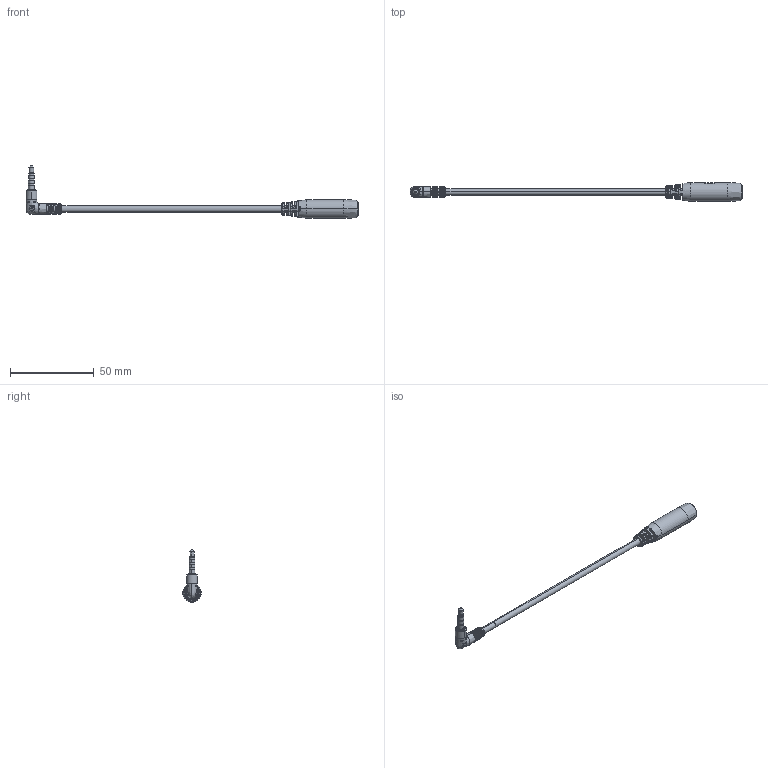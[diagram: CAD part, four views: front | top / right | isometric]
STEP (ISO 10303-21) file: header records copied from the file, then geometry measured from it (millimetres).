
FILE_DESCRIPTION (( 'STEP AP203' ), '1' );
FILE_NAME ('10-03227_revA.STEP', '2019-02-22T00:48:27', ( '' ), ( '' ), 'SwSTEP 2.0', 'SolidWorks 2015', '' );
FILE_SCHEMA (( 'CONFIG_CONTROL_DESIGN' ));
Length unit declared in the file: millimetre
Products named in the file (12): 50-00041 shell; 50-00041 contact 2; 50-00397; 30-00179_blunt cut; 50-00041 insulator; 10-03227_revA; 50-00041; 50-00041 ring; 50-00041 contact 1; 50-00041 contact 3; 24-00199; 24-00085
Assembly tree (11 placements, depth 3):
  10-03227_revA
    30-00179_blunt cut
    24-00085
    24-00199
    50-00397
    50-00041
      50-00041 contact 1
      50-00041 contact 2
      50-00041 contact 3
      50-00041 insulator
      50-00041 ring
      50-00041 shell
Bounding box: 198 x 11 x 31.25 mm (x, y, z)
Volume: 6640.6 mm3; surface area: 21241.9 mm2
Topology: 84 solids, 84 shells, 1282 faces, 3098 edges, 1992 vertices
Faces by surface type: cylinder 528, plane 434, bspline 246, torus 52, cone 22
Entity records: 48713 total; most frequent: CARTESIAN_POINT 18330, ORIENTED_EDGE 6124, DIRECTION 5833, EDGE_CURVE 3062, AXIS2_PLACEMENT_3D 2349, VERTEX_POINT 1992, EDGE_LOOP 1482, CIRCLE 1298
